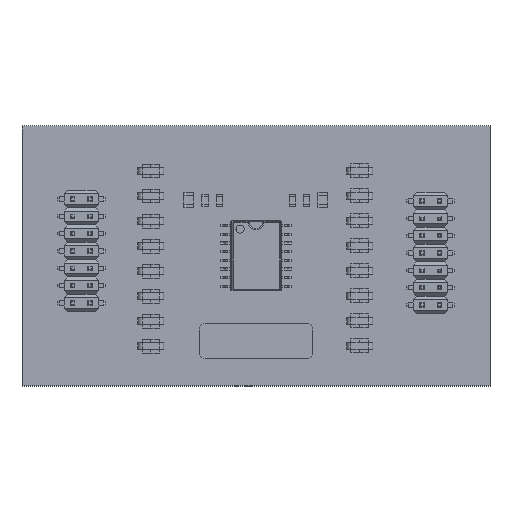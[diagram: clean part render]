
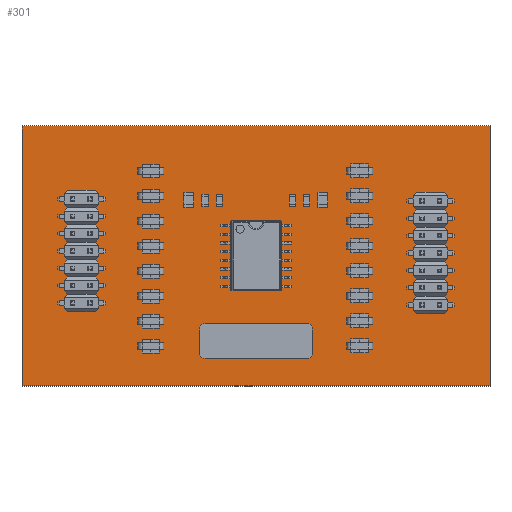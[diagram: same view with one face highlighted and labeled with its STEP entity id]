
A CAD part, top view. The second image highlights one B-rep face of the part: STEP entity #301.
In plain terms, the highlighted planar face has unit normal (0, 0, 1).
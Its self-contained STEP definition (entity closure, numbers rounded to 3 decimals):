
#172 = VERTEX_POINT('',#173);
#173 = CARTESIAN_POINT('',(0.,0.,1.595));
#179 = EDGE_CURVE('',#172,#180,#182,.T.);
#180 = VERTEX_POINT('',#181);
#181 = CARTESIAN_POINT('',(0.,38.1,1.595));
#182 = LINE('',#183,#184);
#183 = CARTESIAN_POINT('',(0.,0.,1.595));
#184 = VECTOR('',#185,1.);
#185 = DIRECTION('',(0.,1.,0.));
#210 = EDGE_CURVE('',#180,#211,#213,.T.);
#211 = VERTEX_POINT('',#212);
#212 = CARTESIAN_POINT('',(68.58,38.1,1.595));
#213 = LINE('',#214,#215);
#214 = CARTESIAN_POINT('',(0.,38.1,1.595));
#215 = VECTOR('',#216,1.);
#216 = DIRECTION('',(1.,0.,0.));
#241 = EDGE_CURVE('',#211,#242,#244,.T.);
#242 = VERTEX_POINT('',#243);
#243 = CARTESIAN_POINT('',(68.58,0.,1.595));
#244 = LINE('',#245,#246);
#245 = CARTESIAN_POINT('',(68.58,38.1,1.595));
#246 = VECTOR('',#247,1.);
#247 = DIRECTION('',(0.,-1.,0.));
#272 = EDGE_CURVE('',#242,#172,#273,.T.);
#273 = LINE('',#274,#275);
#274 = CARTESIAN_POINT('',(68.58,0.,1.595));
#275 = VECTOR('',#276,1.);
#276 = DIRECTION('',(-1.,0.,0.));
#301 = ADVANCED_FACE('',(#302),#308,.F.);
#302 = FACE_BOUND('',#303,.F.);
#303 = EDGE_LOOP('',(#304,#305,#306,#307));
#304 = ORIENTED_EDGE('',*,*,#179,.T.);
#305 = ORIENTED_EDGE('',*,*,#210,.T.);
#306 = ORIENTED_EDGE('',*,*,#241,.T.);
#307 = ORIENTED_EDGE('',*,*,#272,.T.);
#308 = PLANE('',#309);
#309 = AXIS2_PLACEMENT_3D('',#310,#311,#312);
#310 = CARTESIAN_POINT('',(34.29,19.05,1.595));
#311 = DIRECTION('',(-0.,-0.,-1.));
#312 = DIRECTION('',(-1.,0.,0.));
